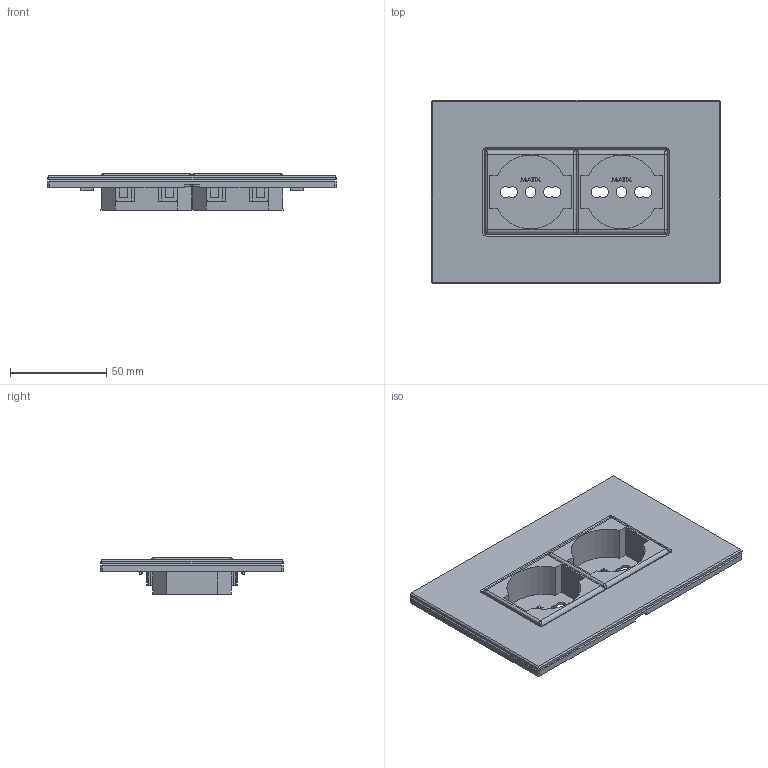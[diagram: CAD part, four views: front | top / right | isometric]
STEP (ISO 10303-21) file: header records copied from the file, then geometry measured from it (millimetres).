
FILE_DESCRIPTION (( 'STEP AP214' ), '1' );
FILE_NAME ('MATIX+KALOS-Four Way-20210125.STEP', '2021-01-26T01:18:05', ( 'ylmfeng' ), ( 'ylmfeng.com' ), 'SwSTEP 2.0', 'SolidWorks 2016', '' );
FILE_SCHEMA (( 'AUTOMOTIVE_DESIGN' ));
Length unit declared in the file: millimetre
Products named in the file (4): Vitrum侐弇產薛晚遺-MATIX-20191121; MATIX+KALOS-Four Way-20210125; 4BOX-module-MATIX-20190704; Vitrum侐弇晚遺傍啣-MATIX-20200303
Assembly tree (4 placements, depth 2):
  MATIX+KALOS-Four Way-20210125
    Vitrum侐弇產薛晚遺-MATIX-20191121
    Vitrum侐弇晚遺傍啣-MATIX-20200303
    4BOX-module-MATIX-20190704  x2
Bounding box: 150 x 95 x 19 mm (x, y, z)
Volume: 63069 mm3; surface area: 64800.3 mm2
Topology: 4 solids, 4 shells, 1311 faces, 3449 edges, 2254 vertices
Faces by surface type: plane 945, bspline 290, cylinder 68, cone 4, torus 4
Entity records: 49329 total; most frequent: CARTESIAN_POINT 23558, ORIENTED_EDGE 5834, DIRECTION 4017, EDGE_CURVE 2917, VECTOR 2135, LINE 2135, VERTEX_POINT 1906, EDGE_LOOP 1229
